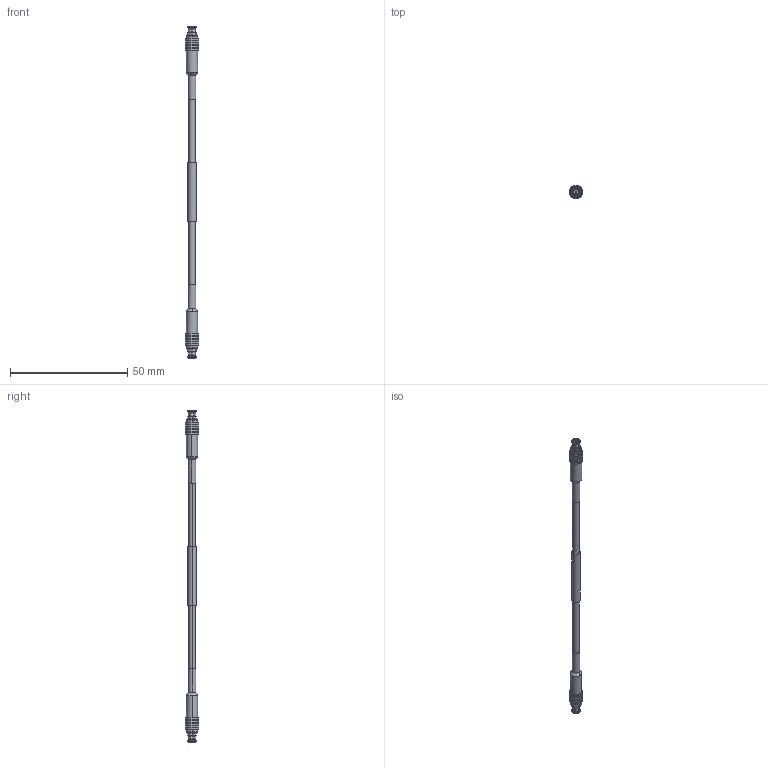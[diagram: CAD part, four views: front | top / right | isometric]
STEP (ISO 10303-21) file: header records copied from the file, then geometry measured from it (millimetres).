
FILE_DESCRIPTION (( 'STEP AP214' ), '1' );
FILE_NAME ('FMC00625.step', '2021-04-29T22:00:57', ( '' ), ( '' ), 'SwSTEP 2.0', 'SolidWorks 2020', '' );
FILE_SCHEMA (( 'AUTOMOTIVE_DESIGN' ));
Length unit declared in the file: inch
Products named in the file (4): SC9413A^FMC00625_Heat Shrink; RG174^FMC00625_RG174; Center label^FMC00625; FMC00625
Assembly tree (4 placements, depth 2):
  FMC00625
    RG174^FMC00625_RG174
    Center label^FMC00625
    SC9413A^FMC00625_Heat Shrink  x2
Bounding box: 5.57 x 5.57 x 141.5 mm (x, y, z)
Volume: 1533.5 mm3; surface area: 2005.1 mm2
Topology: 4 solids, 4 shells, 248 faces, 610 edges, 390 vertices
Faces by surface type: cylinder 110, plane 76, cone 54, bspline 4, torus 4
Entity records: 5813 total; most frequent: CARTESIAN_POINT 1093, DIRECTION 678, ORIENTED_EDGE 622, EDGE_CURVE 311, AXIS2_PLACEMENT_3D 276, VERTEX_POINT 199, CIRCLE 143, EDGE_LOOP 138
